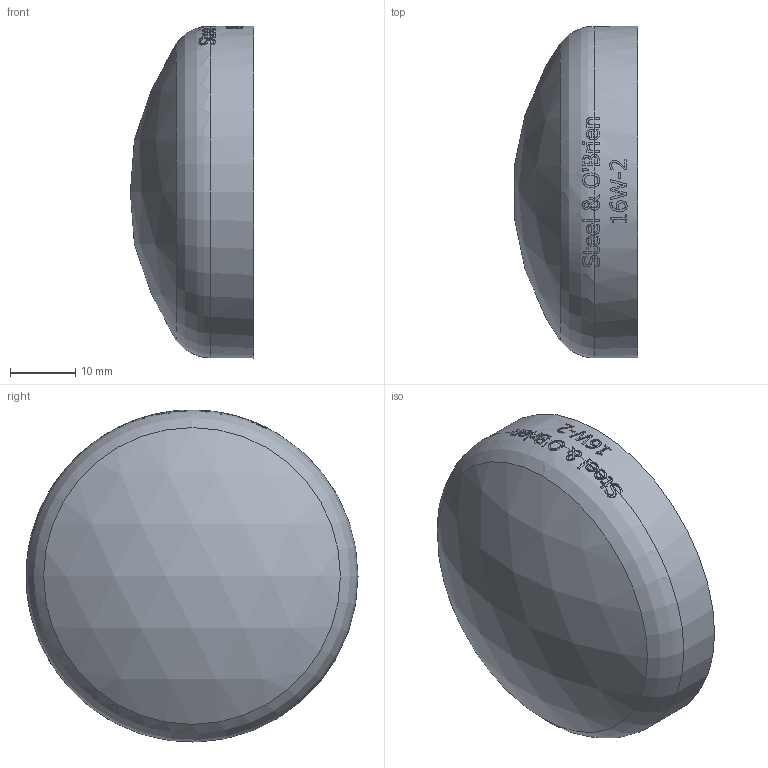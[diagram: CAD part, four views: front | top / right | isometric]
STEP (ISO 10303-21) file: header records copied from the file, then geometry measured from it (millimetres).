
FILE_DESCRIPTION(/* description */ (''),/* implementation_level */ '2;1');
FILE_NAME(/* name */ '16W-2.stp',/* time_stamp */ '2021-11-16T13:25:54-05:00',/* author */ ('rick'),/* organization */ (''),/* preprocessor_version */ 'ST-DEVELOPER v18.1',/* originating_system */ 'Autodesk Inventor 2020',/* authorisation */ '');
FILE_SCHEMA (('AUTOMOTIVE_DESIGN { 1 0 10303 214 3 1 1 }'));
Length unit declared in the file: inch
Products named in the file (1): 16W-2
Bounding box: 18.84 x 50.8 x 50.8 mm (x, y, z)
Volume: 5820 mm3; surface area: 7339.3 mm2
Topology: 1 solids, 1 shells, 317 faces, 908 edges, 607 vertices
Faces by surface type: bspline 150, plane 116, torus 25, cylinder 24, sphere 2
Full cylindrical faces by diameter (mm): 47.498 x1, 50.8 x1
Entity records: 13647 total; most frequent: CARTESIAN_POINT 6329, ORIENTED_EDGE 1816, DIRECTION 1021, EDGE_CURVE 908, VERTEX_POINT 607, B_SPLINE_CURVE_WITH_KNOTS 402, AXIS2_PLACEMENT_3D 347, EDGE_LOOP 331
